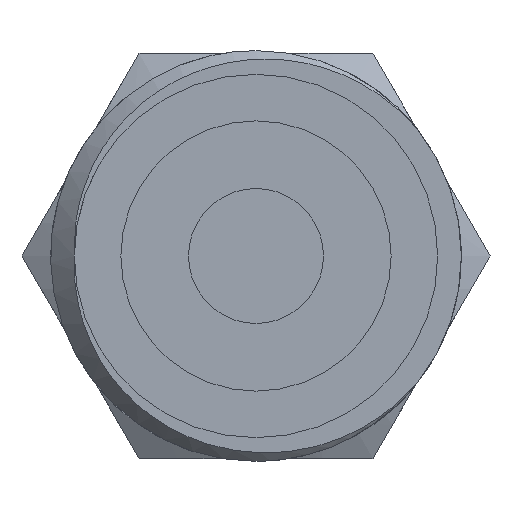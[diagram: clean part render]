
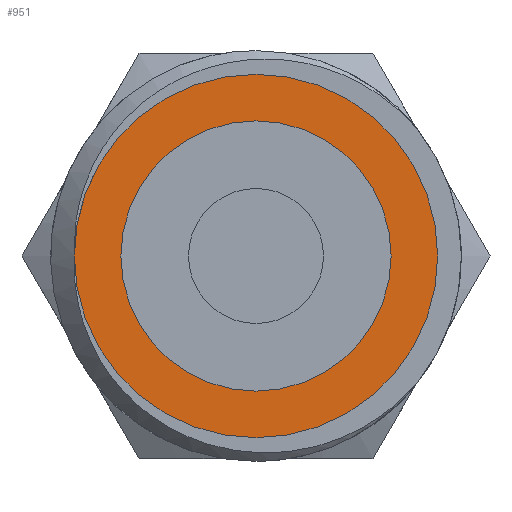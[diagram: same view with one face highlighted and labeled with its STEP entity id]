
A CAD part, left-side view. The second image highlights one B-rep face of the part: STEP entity #951.
In plain terms, the highlighted planar face has unit normal (-1, 0, 0).
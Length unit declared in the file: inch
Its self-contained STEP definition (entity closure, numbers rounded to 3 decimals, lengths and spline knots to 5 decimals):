
#38 = CARTESIAN_POINT ( 'NONE',  ( -0.25, 0., 0. ) ) ;
#44 = AXIS2_PLACEMENT_3D ( 'NONE', #170, #2145, #1817 ) ;
#47 = EDGE_CURVE ( 'NONE', #1219, #590, #1243, .T. ) ;
#50 = DIRECTION ( 'NONE',  ( 0., 0., 1. ) ) ;
#170 = CARTESIAN_POINT ( 'NONE',  ( -0.25, 0.0625, 0. ) ) ;
#196 = DIRECTION ( 'NONE',  ( 0., 0., 1. ) ) ;
#293 = ORIENTED_EDGE ( 'NONE', *, *, #745, .T. ) ;
#344 = CARTESIAN_POINT ( 'NONE',  ( -0.25, 0., 0. ) ) ;
#353 = ORIENTED_EDGE ( 'NONE', *, *, #47, .F. ) ;
#427 = CARTESIAN_POINT ( 'NONE',  ( -0.25, 0., 0.08406 ) ) ;
#440 = EDGE_CURVE ( 'NONE', #1946, #858, #2314, .T. ) ;
#510 = ORIENTED_EDGE ( 'NONE', *, *, #1779, .F. ) ;
#590 = VERTEX_POINT ( 'NONE', #613 ) ;
#613 = CARTESIAN_POINT ( 'NONE',  ( -0.25, 0., 0.0625 ) ) ;
#745 = EDGE_CURVE ( 'NONE', #858, #1946, #1033, .T. ) ;
#858 = VERTEX_POINT ( 'NONE', #1543 ) ;
#901 = CIRCLE ( 'NONE', #1581, 0.0625 ) ;
#951 = ADVANCED_FACE ( 'NONE', ( #1446, #1457 ), #1112, .F. ) ;
#996 = EDGE_LOOP ( 'NONE', ( #1650, #293 ) ) ;
#1033 = CIRCLE ( 'NONE', #1679, 0.08406 ) ;
#1086 = DIRECTION ( 'NONE',  ( -1., 0., 0. ) ) ;
#1112 = PLANE ( 'NONE',  #44 ) ;
#1128 = DIRECTION ( 'NONE',  ( -1., 0., 0. ) ) ;
#1182 = AXIS2_PLACEMENT_3D ( 'NONE', #38, #2061, #50 ) ;
#1219 = VERTEX_POINT ( 'NONE', #1856 ) ;
#1243 = CIRCLE ( 'NONE', #2105, 0.0625 ) ;
#1446 = FACE_BOUND ( 'NONE', #2042, .T. ) ;
#1457 = FACE_OUTER_BOUND ( 'NONE', #996, .T. ) ;
#1543 = CARTESIAN_POINT ( 'NONE',  ( -0.25, 0., -0.08406 ) ) ;
#1581 = AXIS2_PLACEMENT_3D ( 'NONE', #344, #1086, #2201 ) ;
#1650 = ORIENTED_EDGE ( 'NONE', *, *, #440, .T. ) ;
#1679 = AXIS2_PLACEMENT_3D ( 'NONE', #1939, #2133, #1727 ) ;
#1727 = DIRECTION ( 'NONE',  ( 0., 0., 1. ) ) ;
#1779 = EDGE_CURVE ( 'NONE', #590, #1219, #901, .T. ) ;
#1817 = DIRECTION ( 'NONE',  ( 0., 0., -1. ) ) ;
#1856 = CARTESIAN_POINT ( 'NONE',  ( -0.25, 0., -0.0625 ) ) ;
#1939 = CARTESIAN_POINT ( 'NONE',  ( -0.25, 0., 0. ) ) ;
#1946 = VERTEX_POINT ( 'NONE', #427 ) ;
#1983 = CARTESIAN_POINT ( 'NONE',  ( -0.25, 0., 0. ) ) ;
#2042 = EDGE_LOOP ( 'NONE', ( #510, #353 ) ) ;
#2061 = DIRECTION ( 'NONE',  ( -1., 0., 0. ) ) ;
#2105 = AXIS2_PLACEMENT_3D ( 'NONE', #1983, #1128, #196 ) ;
#2133 = DIRECTION ( 'NONE',  ( -1., 0., 0. ) ) ;
#2145 = DIRECTION ( 'NONE',  ( 1., 0., 0. ) ) ;
#2201 = DIRECTION ( 'NONE',  ( 0., 0., 1. ) ) ;
#2314 = CIRCLE ( 'NONE', #1182, 0.08406 ) ;
